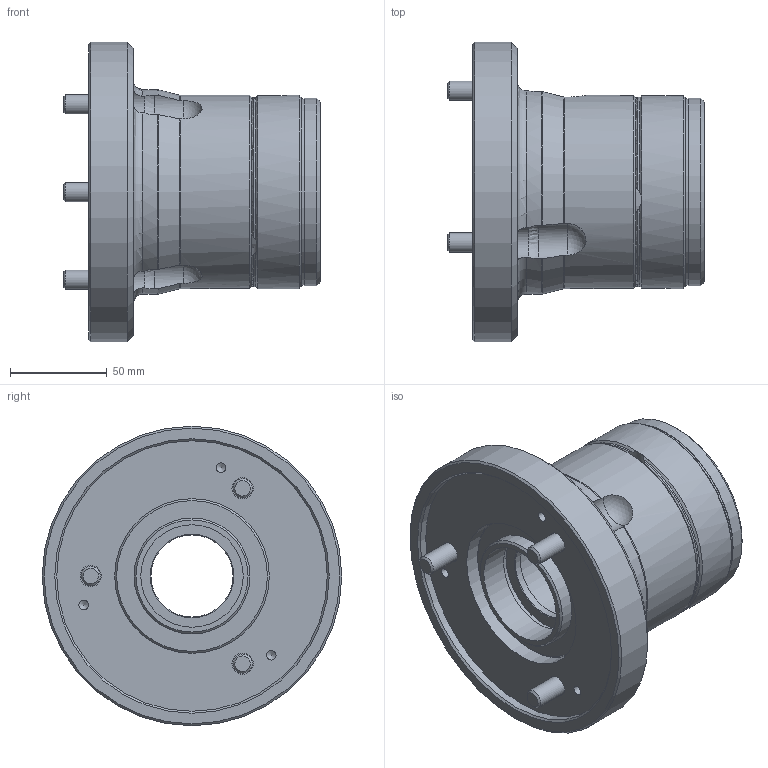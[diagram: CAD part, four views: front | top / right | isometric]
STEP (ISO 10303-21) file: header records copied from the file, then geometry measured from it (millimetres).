
FILE_DESCRIPTION (( 'STEP AP203' ), '1' );
FILE_NAME ('CF-CL-42.STEP', '2024-12-18T02:36:10', ( '' ), ( '' ), 'SwSTEP 2.0', 'SolidWorks 2020', '' );
FILE_SCHEMA (( 'CONFIG_CONTROL_DESIGN' ));
Length unit declared in the file: millimetre
Products named in the file (8): CF-CL-42-03030; CF-CL-42-05000; FSW320300; 圓頭內六角螺栓_M10x25; CF-CL-42-11000; CF-CL-42-01020; CF-CL-42; CF-CL-42-02000
Assembly tree (9 placements, depth 2):
  CF-CL-42
    CF-CL-42-01020
    CF-CL-42-02000
    CF-CL-42-03030
    CF-CL-42-05000
    FSW320300
    圓頭內六角螺栓_M10x25  x3
    CF-CL-42-11000
Bounding box: 133 x 155 x 155 mm (x, y, z)
Volume: 866566.9 mm3; surface area: 188283 mm2
Topology: 9 solids, 9 shells, 222 faces, 502 edges, 316 vertices
Faces by surface type: plane 95, cylinder 61, cone 47, torus 13, sphere 6
Full cylindrical faces by diameter (mm): 3.95 x1, 4 x1, 5 x3, 6 x2, 6.8 x1, 8 x1, 10 x3, 11 x3, 16 x3, 17.5 x3, 42.5 x1, 48 x1, 49.3 x1, 51 x1, 53 x1, 55 x2, 55.5 x1, 60 x1, 70.5 x1, 72 x3, 72.5 x1, 80 x2, 84 x2, 96.4 x1, 97 x1, 100 x2, 140 x1, 155 x1
Entity records: 6145 total; most frequent: CARTESIAN_POINT 1553, DIRECTION 803, ORIENTED_EDGE 634, AXIS2_PLACEMENT_3D 359, EDGE_CURVE 317, EDGE_LOOP 288, VERTEX_POINT 239, FACE_OUTER_BOUND 224
